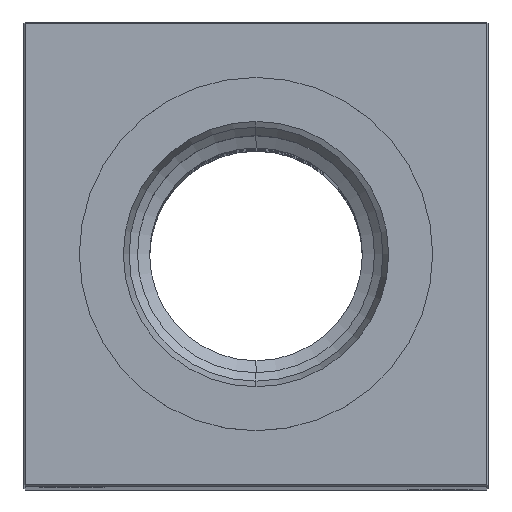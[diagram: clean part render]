
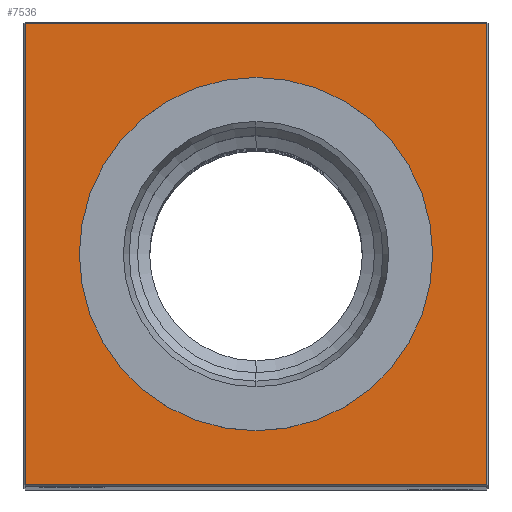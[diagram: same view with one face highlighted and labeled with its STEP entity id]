
A CAD part, top view. The second image highlights one B-rep face of the part: STEP entity #7536.
In plain terms, the highlighted planar face has unit normal (0, 0, 1).
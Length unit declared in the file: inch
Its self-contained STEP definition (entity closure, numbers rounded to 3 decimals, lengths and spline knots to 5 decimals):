
#1609 = VECTOR ( 'NONE', #25328, 39.37008 ) ;
#1714 = AXIS2_PLACEMENT_3D ( 'NONE', #26250, #6440, #15278 ) ;
#2107 = VECTOR ( 'NONE', #16904, 39.37008 ) ;
#2310 = EDGE_CURVE ( 'NONE', #12854, #23876, #2815, .T. ) ;
#2663 = VERTEX_POINT ( 'NONE', #25993 ) ;
#2815 = LINE ( 'NONE', #11635, #27569 ) ;
#3102 = EDGE_CURVE ( 'NONE', #8892, #9484, #18370, .T. ) ;
#5399 = LINE ( 'NONE', #25335, #5650 ) ;
#5650 = VECTOR ( 'NONE', #18550, 39.37008 ) ;
#6061 = CARTESIAN_POINT ( 'NONE',  ( 0., -1.49, 14. ) ) ;
#6116 = ORIENTED_EDGE ( 'NONE', *, *, #22849, .T. ) ;
#6440 = DIRECTION ( 'NONE',  ( 0., 0., -1. ) ) ;
#6841 = FACE_BOUND ( 'NONE', #14621, .T. ) ;
#7536 = ADVANCED_FACE ( 'NONE', ( #9169, #6841 ), #15683, .F. ) ;
#8576 = DIRECTION ( 'NONE',  ( -1., 0., 0. ) ) ;
#8892 = VERTEX_POINT ( 'NONE', #23157 ) ;
#9169 = FACE_OUTER_BOUND ( 'NONE', #14664, .T. ) ;
#9484 = VERTEX_POINT ( 'NONE', #28154 ) ;
#10425 = AXIS2_PLACEMENT_3D ( 'NONE', #13500, #21878, #8576 ) ;
#11389 = EDGE_CURVE ( 'NONE', #9484, #8892, #19279, .T. ) ;
#11422 = DIRECTION ( 'NONE',  ( 0., 0., -1. ) ) ;
#11635 = CARTESIAN_POINT ( 'NONE',  ( -1.49, 0., 14. ) ) ;
#12854 = VERTEX_POINT ( 'NONE', #28397 ) ;
#13029 = EDGE_CURVE ( 'NONE', #2663, #26085, #5399, .T. ) ;
#13500 = CARTESIAN_POINT ( 'NONE',  ( 0., 0., 14. ) ) ;
#14621 = EDGE_LOOP ( 'NONE', ( #28480, #19361 ) ) ;
#14664 = EDGE_LOOP ( 'NONE', ( #27220, #26498, #26813, #6116 ) ) ;
#15278 = DIRECTION ( 'NONE',  ( -1., 0., 0. ) ) ;
#15683 = PLANE ( 'NONE',  #10425 ) ;
#16904 = DIRECTION ( 'NONE',  ( 1., 0., 0. ) ) ;
#17977 = LINE ( 'NONE', #22743, #1609 ) ;
#18370 = CIRCLE ( 'NONE', #1714, 1.14173 ) ;
#18550 = DIRECTION ( 'NONE',  ( 0., 1., 0. ) ) ;
#19279 = CIRCLE ( 'NONE', #21602, 1.14173 ) ;
#19361 = ORIENTED_EDGE ( 'NONE', *, *, #3102, .T. ) ;
#20238 = DIRECTION ( 'NONE',  ( -1., 0., 0. ) ) ;
#21602 = AXIS2_PLACEMENT_3D ( 'NONE', #27174, #11422, #20238 ) ;
#21878 = DIRECTION ( 'NONE',  ( 0., 0., -1. ) ) ;
#22743 = CARTESIAN_POINT ( 'NONE',  ( 0., 1.49, 14. ) ) ;
#22849 = EDGE_CURVE ( 'NONE', #26085, #12854, #17977, .T. ) ;
#23157 = CARTESIAN_POINT ( 'NONE',  ( 0., -1.14173, 14. ) ) ;
#23876 = VERTEX_POINT ( 'NONE', #28600 ) ;
#24508 = EDGE_CURVE ( 'NONE', #23876, #2663, #25870, .T. ) ;
#25328 = DIRECTION ( 'NONE',  ( -1., 0., 0. ) ) ;
#25335 = CARTESIAN_POINT ( 'NONE',  ( 1.49, 0., 14. ) ) ;
#25870 = LINE ( 'NONE', #6061, #2107 ) ;
#25993 = CARTESIAN_POINT ( 'NONE',  ( 1.49, -1.49, 14. ) ) ;
#26085 = VERTEX_POINT ( 'NONE', #28017 ) ;
#26250 = CARTESIAN_POINT ( 'NONE',  ( 0., 0., 14. ) ) ;
#26498 = ORIENTED_EDGE ( 'NONE', *, *, #24508, .T. ) ;
#26813 = ORIENTED_EDGE ( 'NONE', *, *, #13029, .T. ) ;
#27174 = CARTESIAN_POINT ( 'NONE',  ( 0., 0., 14. ) ) ;
#27220 = ORIENTED_EDGE ( 'NONE', *, *, #2310, .T. ) ;
#27379 = DIRECTION ( 'NONE',  ( 0., -1., 0. ) ) ;
#27569 = VECTOR ( 'NONE', #27379, 39.37008 ) ;
#28017 = CARTESIAN_POINT ( 'NONE',  ( 1.49, 1.49, 14. ) ) ;
#28154 = CARTESIAN_POINT ( 'NONE',  ( 0., 1.14173, 14. ) ) ;
#28397 = CARTESIAN_POINT ( 'NONE',  ( -1.49, 1.49, 14. ) ) ;
#28480 = ORIENTED_EDGE ( 'NONE', *, *, #11389, .T. ) ;
#28600 = CARTESIAN_POINT ( 'NONE',  ( -1.49, -1.49, 14. ) ) ;
